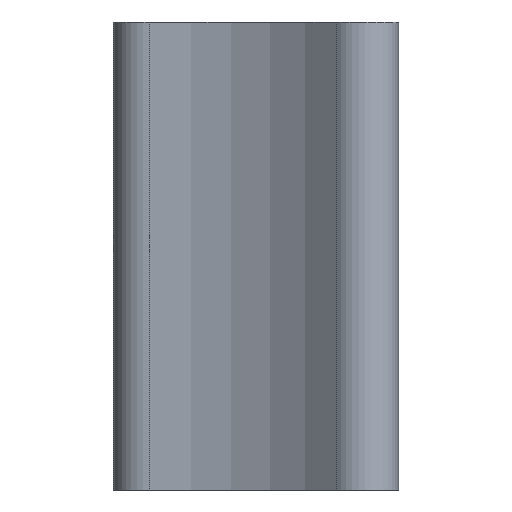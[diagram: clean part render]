
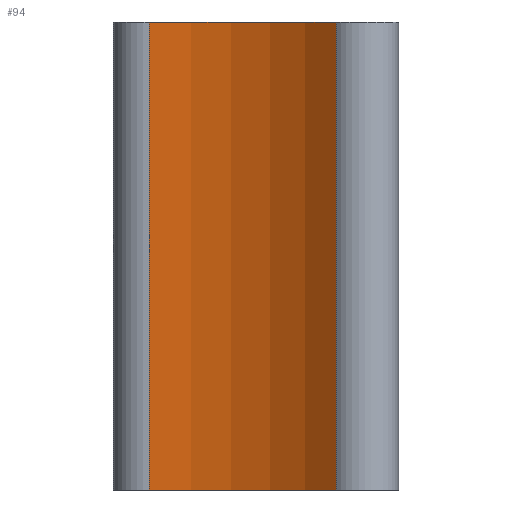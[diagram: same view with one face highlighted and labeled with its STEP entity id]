
A CAD part, front view. The second image highlights one B-rep face of the part: STEP entity #94.
In plain terms, the highlighted cylindrical face has radius 6.6 mm (diameter 13.2 mm), a partial arc.
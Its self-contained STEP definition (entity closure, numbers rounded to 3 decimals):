
#18=FACE_OUTER_BOUND('',#24,.T.);
#24=EDGE_LOOP('',(#69,#70,#71,#72));
#30=LINE('',#179,#34);
#31=LINE('',#185,#35);
#34=VECTOR('',#145,10.);
#35=VECTOR('',#152,10.);
#39=CIRCLE('',#126,6.6);
#40=CIRCLE('',#127,6.6);
#45=VERTEX_POINT('',#172);
#48=VERTEX_POINT('',#177);
#49=VERTEX_POINT('',#181);
#50=VERTEX_POINT('',#183);
#56=EDGE_CURVE('',#45,#48,#30,.T.);
#57=EDGE_CURVE('',#49,#45,#39,.T.);
#58=EDGE_CURVE('',#50,#48,#40,.T.);
#59=EDGE_CURVE('',#49,#50,#31,.T.);
#69=ORIENTED_EDGE('',*,*,#57,.T.);
#70=ORIENTED_EDGE('',*,*,#56,.T.);
#71=ORIENTED_EDGE('',*,*,#58,.F.);
#72=ORIENTED_EDGE('',*,*,#59,.F.);
#90=CYLINDRICAL_SURFACE('',#125,6.6);
#94=ADVANCED_FACE('',(#18),#90,.F.);
#125=AXIS2_PLACEMENT_3D('',#180,#146,#147);
#126=AXIS2_PLACEMENT_3D('',#182,#148,#149);
#127=AXIS2_PLACEMENT_3D('',#184,#150,#151);
#145=DIRECTION('',(0.,0.,1.));
#146=DIRECTION('center_axis',(0.,0.,1.));
#147=DIRECTION('ref_axis',(-0.718,-0.696,0.));
#148=DIRECTION('center_axis',(0.,0.,-1.));
#149=DIRECTION('ref_axis',(-0.718,-0.696,0.));
#150=DIRECTION('center_axis',(0.,0.,-1.));
#151=DIRECTION('ref_axis',(-0.718,-0.696,0.));
#152=DIRECTION('',(0.,0.,1.));
#172=CARTESIAN_POINT('',(4.74,4.593,0.));
#177=CARTESIAN_POINT('',(4.74,4.593,11.6));
#179=CARTESIAN_POINT('',(4.74,4.593,0.));
#180=CARTESIAN_POINT('Origin',(0.,0.,
0.));
#181=CARTESIAN_POINT('',(0.104,6.599,0.));
#182=CARTESIAN_POINT('Origin',(0.,0.,
0.));
#183=CARTESIAN_POINT('',(0.104,6.599,11.6));
#184=CARTESIAN_POINT('Origin',(0.,0.,
11.6));
#185=CARTESIAN_POINT('',(0.104,6.599,0.));
